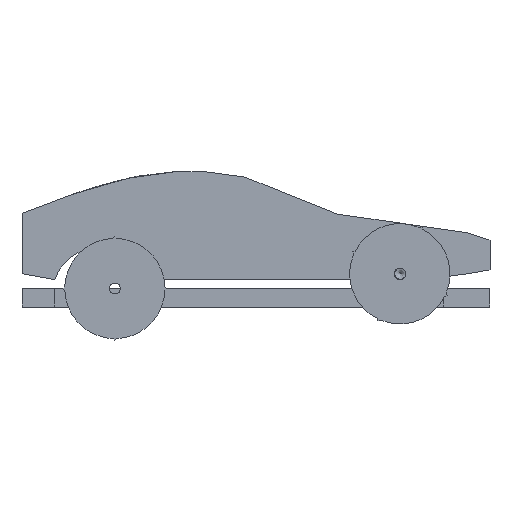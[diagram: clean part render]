
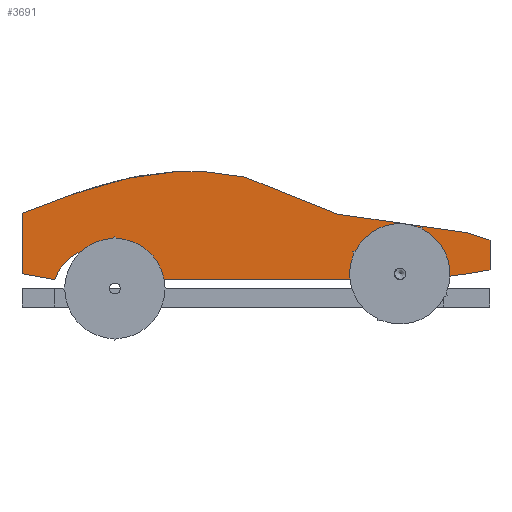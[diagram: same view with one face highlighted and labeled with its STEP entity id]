
A CAD part, front view. The second image highlights one B-rep face of the part: STEP entity #3691.
In plain terms, the highlighted planar face has unit normal (0, -1, 0).
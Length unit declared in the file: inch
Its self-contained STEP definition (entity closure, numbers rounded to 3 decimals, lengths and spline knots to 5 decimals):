
#35=(
BOUNDED_CURVE()
B_SPLINE_CURVE(5,(#6413,#6414,#6415,#6416,#6417,#6418,#6419),
 .UNSPECIFIED.,.F.,.F.)
B_SPLINE_CURVE_WITH_KNOTS((6,1,6),(0.,0.1,0.19063),
 .UNSPECIFIED.)
CURVE()
GEOMETRIC_REPRESENTATION_ITEM()
RATIONAL_B_SPLINE_CURVE((1.,1.,1.,1.,1.,1.,1.))
REPRESENTATION_ITEM('')
);
#37=(
BOUNDED_CURVE()
B_SPLINE_CURVE(5,(#6460,#6461,#6462,#6463,#6464,#6465,#6466,#6467,#6468,
#6469,#6470,#6471),.UNSPECIFIED.,.F.,.F.)
B_SPLINE_CURVE_WITH_KNOTS((6,1,1,1,1,1,1,6),(0.30918,0.4,0.5,
0.6,0.7,0.8,0.9,1.),.UNSPECIFIED.)
CURVE()
GEOMETRIC_REPRESENTATION_ITEM()
RATIONAL_B_SPLINE_CURVE((1.,1.,1.,1.,1.,1.,1.,1.,1.,1.,1.,1.))
REPRESENTATION_ITEM('')
);
#182=CIRCLE('',#4017,1.25);
#183=CIRCLE('',#4020,1.25);
#460=FACE_OUTER_BOUND('',#699,.T.);
#699=EDGE_LOOP('',(#3339,#3340,#3341,#3342,#3343,#3344,#3345,#3346,#3347,
#3348,#3349,#3350,#3351,#3352));
#1061=LINE('',#6361,#1460);
#1067=LINE('',#6374,#1466);
#1070=LINE('',#6382,#1469);
#1071=LINE('',#6386,#1470);
#1075=LINE('',#6394,#1474);
#1079=LINE('',#6431,#1478);
#1083=LINE('',#6487,#1482);
#1093=LINE('',#6510,#1492);
#1094=LINE('',#6513,#1493);
#1097=LINE('',#6518,#1496);
#1460=VECTOR('',#4896,0.3937);
#1466=VECTOR('',#4908,0.3937);
#1469=VECTOR('',#4917,0.3937);
#1470=VECTOR('',#4920,0.3937);
#1474=VECTOR('',#4926,0.3937);
#1478=VECTOR('',#4932,0.3937);
#1482=VECTOR('',#4938,0.3937);
#1492=VECTOR('',#4962,0.3937);
#1493=VECTOR('',#4965,0.3937);
#1496=VECTOR('',#4970,0.3937);
#1810=VERTEX_POINT('',#6358);
#1811=VERTEX_POINT('',#6360);
#1814=VERTEX_POINT('',#6368);
#1815=VERTEX_POINT('',#6372);
#1816=VERTEX_POINT('',#6376);
#1817=VERTEX_POINT('',#6380);
#1818=VERTEX_POINT('',#6384);
#1819=VERTEX_POINT('',#6385);
#1822=VERTEX_POINT('',#6393);
#1824=VERTEX_POINT('',#6412);
#1826=VERTEX_POINT('',#6430);
#1828=VERTEX_POINT('',#6459);
#1835=VERTEX_POINT('',#6508);
#1836=VERTEX_POINT('',#6512);
#2297=EDGE_CURVE('',#1810,#1811,#1061,.T.);
#2302=EDGE_CURVE('',#1810,#1814,#182,.T.);
#2304=EDGE_CURVE('',#1815,#1814,#1067,.T.);
#2306=EDGE_CURVE('',#1815,#1816,#183,.T.);
#2308=EDGE_CURVE('',#1816,#1817,#1070,.T.);
#2309=EDGE_CURVE('',#1818,#1819,#1071,.T.);
#2313=EDGE_CURVE('',#1819,#1822,#1075,.T.);
#2316=EDGE_CURVE('',#1822,#1824,#35,.T.);
#2319=EDGE_CURVE('',#1824,#1826,#1079,.T.);
#2322=EDGE_CURVE('',#1826,#1828,#37,.T.);
#2325=EDGE_CURVE('',#1828,#1811,#1083,.T.);
#2337=EDGE_CURVE('',#1835,#1817,#1093,.T.);
#2338=EDGE_CURVE('',#1836,#1835,#1094,.T.);
#2341=EDGE_CURVE('',#1818,#1836,#1097,.T.);
#3339=ORIENTED_EDGE('',*,*,#2341,.F.);
#3340=ORIENTED_EDGE('',*,*,#2309,.T.);
#3341=ORIENTED_EDGE('',*,*,#2313,.T.);
#3342=ORIENTED_EDGE('',*,*,#2316,.T.);
#3343=ORIENTED_EDGE('',*,*,#2319,.T.);
#3344=ORIENTED_EDGE('',*,*,#2322,.T.);
#3345=ORIENTED_EDGE('',*,*,#2325,.T.);
#3346=ORIENTED_EDGE('',*,*,#2297,.F.);
#3347=ORIENTED_EDGE('',*,*,#2302,.T.);
#3348=ORIENTED_EDGE('',*,*,#2304,.F.);
#3349=ORIENTED_EDGE('',*,*,#2306,.T.);
#3350=ORIENTED_EDGE('',*,*,#2308,.T.);
#3351=ORIENTED_EDGE('',*,*,#2337,.F.);
#3352=ORIENTED_EDGE('',*,*,#2338,.F.);
#3499=PLANE('',#4036);
#3691=ADVANCED_FACE('',(#460),#3499,.F.);
#4017=AXIS2_PLACEMENT_3D('',#6370,#4903,#4904);
#4020=AXIS2_PLACEMENT_3D('',#6378,#4912,#4913);
#4036=AXIS2_PLACEMENT_3D('',#6521,#4974,#4975);
#4896=DIRECTION('',(-0.985,0.,0.174));
#4903=DIRECTION('center_axis',(0.,1.,0.));
#4904=DIRECTION('ref_axis',(1.,0.,0.));
#4908=DIRECTION('',(-1.,0.,0.));
#4912=DIRECTION('center_axis',(0.,1.,0.));
#4913=DIRECTION('ref_axis',(1.,0.,0.));
#4917=DIRECTION('',(0.991,0.,0.132));
#4920=DIRECTION('',(-0.99,0.,0.141));
#4926=DIRECTION('',(-0.928,0.,0.371));
#4932=DIRECTION('',(-1.,0.,0.));
#4938=DIRECTION('',(0.,0.,-1.));
#4962=DIRECTION('',(-0.986,0.,-0.168));
#4965=DIRECTION('',(0.,0.,-1.));
#4970=DIRECTION('',(0.949,0.,-0.316));
#4974=DIRECTION('center_axis',(0.,1.,0.));
#4975=DIRECTION('ref_axis',(1.,0.,0.));
#6358=CARTESIAN_POINT('',(-5.11513,0.,-1.2591));
#6360=CARTESIAN_POINT('',(-6.,0.,-1.10238));
#6361=CARTESIAN_POINT('',(-5.11513,0.,-1.2591));
#6368=CARTESIAN_POINT('',(-2.73932,0.,-1.26275));
#6370=CARTESIAN_POINT('Origin',(-3.92782,0.,-1.65));
#6372=CARTESIAN_POINT('',(3.00998,0.,-1.26275));
#6374=CARTESIAN_POINT('',(3.00998,0.,-1.26275));
#6376=CARTESIAN_POINT('',(5.35989,0.,-1.18778));
#6378=CARTESIAN_POINT('Origin',(4.19849,0.,-1.65));
#6380=CARTESIAN_POINT('',(6.,0.,-1.10238));
#6382=CARTESIAN_POINT('',(5.35989,0.,-1.18778));
#6384=CARTESIAN_POINT('',(6.,0.,0.));
#6385=CARTESIAN_POINT('',(2.5,0.,0.5));
#6386=CARTESIAN_POINT('',(6.,0.,0.));
#6393=CARTESIAN_POINT('',(0.,0.,1.5));
#6394=CARTESIAN_POINT('',(2.5,0.,0.5));
#6412=CARTESIAN_POINT('',(-1.11673,0.,1.65));
#6413=CARTESIAN_POINT('Ctrl Pts',(0.,0.,1.5));
#6414=CARTESIAN_POINT('Ctrl Pts',(-0.11431,0.,1.52505));
#6415=CARTESIAN_POINT('Ctrl Pts',(-0.33363,0.,1.56821));
#6416=CARTESIAN_POINT('Ctrl Pts',(-0.55565,0.,1.6026));
#6417=CARTESIAN_POINT('Ctrl Pts',(-0.7804,0.,1.62808));
#6418=CARTESIAN_POINT('Ctrl Pts',(-1.00794,0.,1.64437));
#6419=CARTESIAN_POINT('Ctrl Pts',(-1.11673,0.,1.65));
#6430=CARTESIAN_POINT('',(-1.8389,0.,1.65));
#6431=CARTESIAN_POINT('',(6.,0.,1.65));
#6459=CARTESIAN_POINT('',(-6.,0.,0.52519));
#6460=CARTESIAN_POINT('Ctrl Pts',(-1.8389,0.,1.65));
#6461=CARTESIAN_POINT('Ctrl Pts',(-1.95113,0.,1.64426));
#6462=CARTESIAN_POINT('Ctrl Pts',(-2.18816,0.,1.62752));
#6463=CARTESIAN_POINT('Ctrl Pts',(-2.55312,0.,1.58692));
#6464=CARTESIAN_POINT('Ctrl Pts',(-3.05004,0.,1.50138));
#6465=CARTESIAN_POINT('Ctrl Pts',(-3.67857,0.,1.34618));
#6466=CARTESIAN_POINT('Ctrl Pts',(-4.31105,0.,1.15184));
#6467=CARTESIAN_POINT('Ctrl Pts',(-4.92065,0.,0.93857));
#6468=CARTESIAN_POINT('Ctrl Pts',(-5.37795,0.,0.76668));
#6469=CARTESIAN_POINT('Ctrl Pts',(-5.69839,0.,0.64315));
#6470=CARTESIAN_POINT('Ctrl Pts',(-5.90126,0.,0.56398));
#6471=CARTESIAN_POINT('Ctrl Pts',(-6.,0.,0.52519));
#6487=CARTESIAN_POINT('',(-6.,0.,1.65));
#6508=CARTESIAN_POINT('',(6.6,0.,-1.));
#6510=CARTESIAN_POINT('',(6.6,0.,-1.));
#6512=CARTESIAN_POINT('',(6.6,0.,-0.2));
#6513=CARTESIAN_POINT('',(6.6,0.,-0.2));
#6518=CARTESIAN_POINT('',(6.,0.,0.));
#6521=CARTESIAN_POINT('Origin',(0.3,0.,0.19363));
